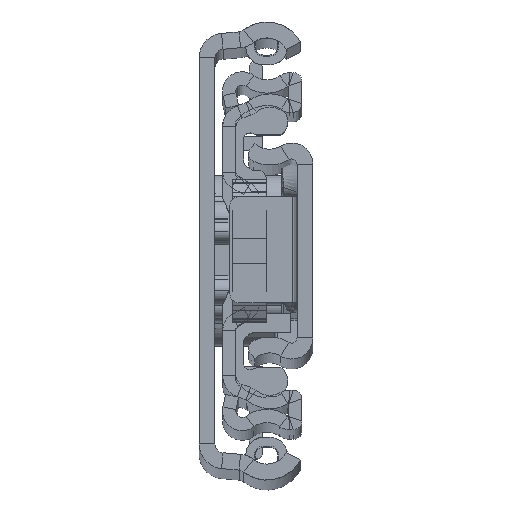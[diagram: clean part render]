
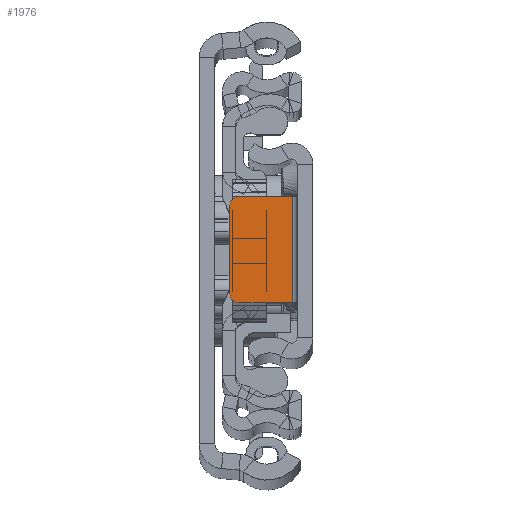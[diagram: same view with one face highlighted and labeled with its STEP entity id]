
A CAD part, top view. The second image highlights one B-rep face of the part: STEP entity #1976.
In plain terms, the highlighted planar face has unit normal (0, 0, 1).
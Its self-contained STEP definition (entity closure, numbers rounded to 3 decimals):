
#293 = CARTESIAN_POINT ( 'NONE',  ( -9.4, -5.849, -6.8 ) ) ;
#536 = ORIENTED_EDGE ( 'NONE', *, *, #7827, .F. ) ;
#1321 = CARTESIAN_POINT ( 'NONE',  ( 0., 0., -6.8 ) ) ;
#1948 = VECTOR ( 'NONE', #4961, 1000. ) ;
#1976 = ADVANCED_FACE ( 'NONE', ( #22495 ), #24509, .T. ) ;
#4660 = VERTEX_POINT ( 'NONE', #30137 ) ;
#4768 = AXIS2_PLACEMENT_3D ( 'NONE', #1321, #5685, #10513 ) ;
#4819 = AXIS2_PLACEMENT_3D ( 'NONE', #9091, #18434, #13770 ) ;
#4961 = DIRECTION ( 'NONE',  ( -1., 0., 0. ) ) ;
#5232 = VERTEX_POINT ( 'NONE', #19103 ) ;
#5561 = CARTESIAN_POINT ( 'NONE',  ( -2.3, 6.151, -6.8 ) ) ;
#5582 = CARTESIAN_POINT ( 'NONE',  ( -8.4, -5.849, -6.8 ) ) ;
#5685 = DIRECTION ( 'NONE',  ( 0., 0., 1. ) ) ;
#6287 = EDGE_LOOP ( 'NONE', ( #23558, #19132, #536, #27442, #11186, #29947 ) ) ;
#6302 = DIRECTION ( 'NONE',  ( 1., 0., 0. ) ) ;
#6684 = VECTOR ( 'NONE', #15057, 1000. ) ;
#7202 = VECTOR ( 'NONE', #27290, 1000. ) ;
#7275 = DIRECTION ( 'NONE',  ( 0., 0., 1. ) ) ;
#7827 = EDGE_CURVE ( 'NONE', #5232, #22889, #23235, .T. ) ;
#8455 = EDGE_CURVE ( 'NONE', #22907, #22889, #19214, .T. ) ;
#9091 = CARTESIAN_POINT ( 'NONE',  ( -8.4, -4.849, -6.8 ) ) ;
#10222 = VERTEX_POINT ( 'NONE', #29000 ) ;
#10452 = LINE ( 'NONE', #13090, #7202 ) ;
#10513 = DIRECTION ( 'NONE',  ( 1., 0., 0. ) ) ;
#10581 = EDGE_CURVE ( 'NONE', #16446, #5232, #26898, .T. ) ;
#11186 = ORIENTED_EDGE ( 'NONE', *, *, #16689, .F. ) ;
#13090 = CARTESIAN_POINT ( 'NONE',  ( -9.4, 6.151, -6.8 ) ) ;
#13770 = DIRECTION ( 'NONE',  ( 1., 0., 0. ) ) ;
#14708 = CARTESIAN_POINT ( 'NONE',  ( -2.3, 6.151, -6.8 ) ) ;
#15057 = DIRECTION ( 'NONE',  ( 0., -1., 0. ) ) ;
#16446 = VERTEX_POINT ( 'NONE', #14708 ) ;
#16689 = EDGE_CURVE ( 'NONE', #10222, #16446, #18119, .T. ) ;
#18119 = LINE ( 'NONE', #27649, #29946 ) ;
#18434 = DIRECTION ( 'NONE',  ( 0., 0., 1. ) ) ;
#19103 = CARTESIAN_POINT ( 'NONE',  ( -2.3, -5.849, -6.8 ) ) ;
#19132 = ORIENTED_EDGE ( 'NONE', *, *, #8455, .T. ) ;
#19214 = CIRCLE ( 'NONE', #4819, 1. ) ;
#21782 = CARTESIAN_POINT ( 'NONE',  ( -9.4, -4.849, -6.8 ) ) ;
#22495 = FACE_OUTER_BOUND ( 'NONE', #6287, .T. ) ;
#22889 = VERTEX_POINT ( 'NONE', #5582 ) ;
#22907 = VERTEX_POINT ( 'NONE', #21782 ) ;
#23235 = LINE ( 'NONE', #293, #1948 ) ;
#23558 = ORIENTED_EDGE ( 'NONE', *, *, #28553, .F. ) ;
#24509 = PLANE ( 'NONE',  #4768 ) ;
#26111 = DIRECTION ( 'NONE',  ( 1., 0., 0. ) ) ;
#26898 = LINE ( 'NONE', #5561, #6684 ) ;
#27290 = DIRECTION ( 'NONE',  ( 0., 1., 0. ) ) ;
#27442 = ORIENTED_EDGE ( 'NONE', *, *, #10581, .F. ) ;
#27649 = CARTESIAN_POINT ( 'NONE',  ( -1.8, 6.151, -6.8 ) ) ;
#28172 = CARTESIAN_POINT ( 'NONE',  ( -8.4, 5.151, -6.8 ) ) ;
#28553 = EDGE_CURVE ( 'NONE', #22907, #4660, #10452, .T. ) ;
#29000 = CARTESIAN_POINT ( 'NONE',  ( -8.4, 6.151, -6.8 ) ) ;
#29630 = AXIS2_PLACEMENT_3D ( 'NONE', #28172, #7275, #26111 ) ;
#29946 = VECTOR ( 'NONE', #6302, 1000. ) ;
#29947 = ORIENTED_EDGE ( 'NONE', *, *, #30107, .T. ) ;
#30107 = EDGE_CURVE ( 'NONE', #10222, #4660, #30134, .T. ) ;
#30134 = CIRCLE ( 'NONE', #29630, 1. ) ;
#30137 = CARTESIAN_POINT ( 'NONE',  ( -9.4, 5.151, -6.8 ) ) ;
